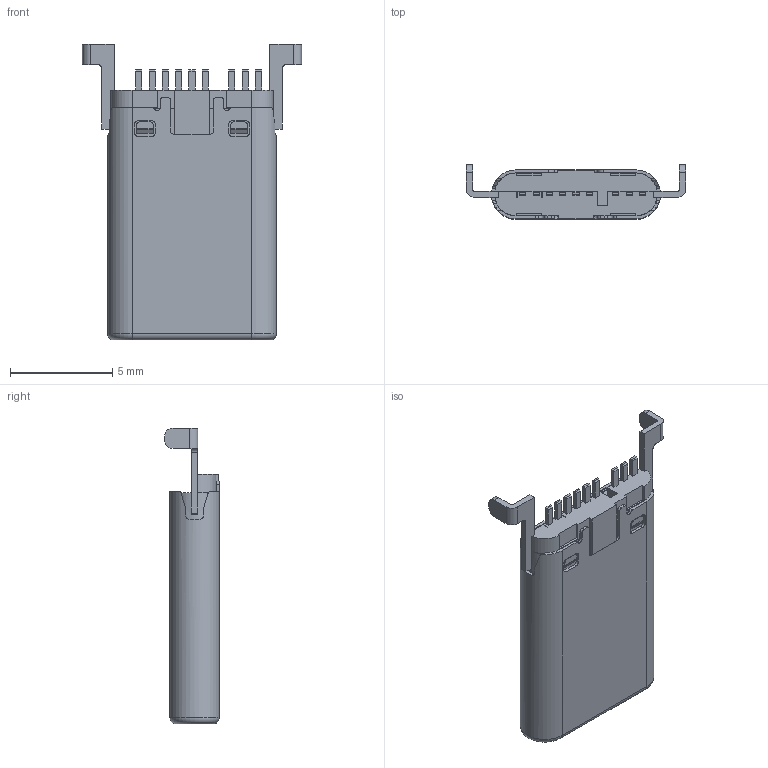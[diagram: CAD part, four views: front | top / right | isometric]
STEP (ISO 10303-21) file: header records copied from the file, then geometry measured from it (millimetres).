
FILE_DESCRIPTION((''),'2;1');
FILE_NAME('TANPIAN-PLASTIC_1_2__2_1_1_2_12','2025-12-20T15:20:49',('Administrator'),(''),'CREO PARAMETRIC BY PTC INC, 2022073','CREO PARAMETRIC BY PTC INC, 2022073','');
FILE_SCHEMA(('CONFIG_CONTROL_DESIGN'));
Length unit declared in the file: millimetre
Products named in the file (1): TANPIAN-PLASTIC_1_2__2_1_1_2_12
Bounding box: 10.7 x 2.65 x 14.45 mm (x, y, z)
Volume: 185.3 mm3; surface area: 417.1 mm2
Topology: 1 solids, 1 shells, 520 faces, 1507 edges, 1000 vertices
Faces by surface type: plane 360, cylinder 156, torus 4
Entity records: 17292 total; most frequent: CARTESIAN_POINT 3232, ORIENTED_EDGE 3014, DIRECTION 2827, EDGE_CURVE 1507, VECTOR 1143, LINE 1143, VERTEX_POINT 1000, AXIS2_PLACEMENT_3D 842
